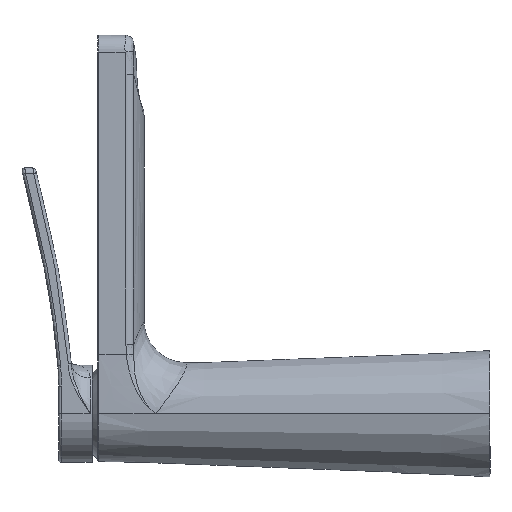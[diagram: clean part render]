
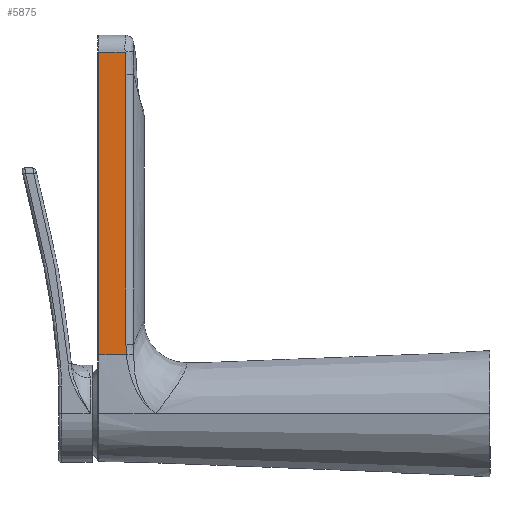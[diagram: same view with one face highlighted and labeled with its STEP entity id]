
A CAD part, left-side view. The second image highlights one B-rep face of the part: STEP entity #5875.
In plain terms, the highlighted planar face has unit normal (-1, 0, 0).
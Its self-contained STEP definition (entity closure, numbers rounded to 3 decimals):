
#173 = CARTESIAN_POINT ( 'NONE',  ( -17., 128., 129. ) ) ;
#237 = CARTESIAN_POINT ( 'NONE',  ( -17., 130.064, 127.419 ) ) ;
#269 = CARTESIAN_POINT ( 'NONE',  ( -17., 129.719, 20.969 ) ) ;
#532 = VERTEX_POINT ( 'NONE', #9996 ) ;
#552 = PLANE ( 'NONE',  #4420 ) ;
#617 = CARTESIAN_POINT ( 'NONE',  ( -17., 128., 129. ) ) ;
#696 = EDGE_CURVE ( 'NONE', #532, #9518, #10030, .T. ) ;
#813 = CARTESIAN_POINT ( 'NONE',  ( -17., 139.5, 129. ) ) ;
#895 = CARTESIAN_POINT ( 'NONE',  ( -17., 139.5, 20.969 ) ) ;
#940 = DIRECTION ( 'NONE',  ( 0., 0., -1. ) ) ;
#1161 = CARTESIAN_POINT ( 'NONE',  ( -17., 129.861, 124.806 ) ) ;
#1623 = CARTESIAN_POINT ( 'NONE',  ( -17., 129.719, 20.969 ) ) ;
#1786 = LINE ( 'NONE', #173, #9941 ) ;
#1796 = CARTESIAN_POINT ( 'NONE',  ( -17., 129.975, 125.837 ) ) ;
#2514 = CARTESIAN_POINT ( 'NONE',  ( -17., 129.861, 24.796 ) ) ;
#3047 = EDGE_CURVE ( 'NONE', #3336, #532, #8318, .T. ) ;
#3236 = ORIENTED_EDGE ( 'NONE', *, *, #5709, .T. ) ;
#3243 = EDGE_CURVE ( 'NONE', #4138, #5510, #7202, .T. ) ;
#3336 = VERTEX_POINT ( 'NONE', #2514 ) ;
#3356 = CARTESIAN_POINT ( 'NONE',  ( -17., 130.174, 129. ) ) ;
#3386 = CARTESIAN_POINT ( 'NONE',  ( -17., 136.24, 20.969 ) ) ;
#3882 = B_SPLINE_CURVE_WITH_KNOTS ( 'NONE', 3,
 ( #269, #8143, #4297, #6633 ),
 .UNSPECIFIED., .F., .F.,
 ( 4, 4 ),
 ( 0., 1. ),
 .UNSPECIFIED. ) ;
#4070 = DIRECTION ( 'NONE',  ( 0., 1., 0. ) ) ;
#4138 = VERTEX_POINT ( 'NONE', #813 ) ;
#4168 = CARTESIAN_POINT ( 'NONE',  ( -17., 129.861, 122.126 ) ) ;
#4297 = CARTESIAN_POINT ( 'NONE',  ( -17., 129.861, 23.519 ) ) ;
#4392 = EDGE_CURVE ( 'NONE', #6468, #3336, #3882, .T. ) ;
#4420 = AXIS2_PLACEMENT_3D ( 'NONE', #617, #5340, #8433 ) ;
#5248 = FACE_OUTER_BOUND ( 'NONE', #9169, .T. ) ;
#5340 = DIRECTION ( 'NONE',  ( -1., 0., 0. ) ) ;
#5510 = VERTEX_POINT ( 'NONE', #895 ) ;
#5702 = CARTESIAN_POINT ( 'NONE',  ( -17., 129.92, 124.253 ) ) ;
#5709 = EDGE_CURVE ( 'NONE', #5510, #6468, #7812, .T. ) ;
#5738 = ORIENTED_EDGE ( 'NONE', *, *, #696, .T. ) ;
#5875 = ADVANCED_FACE ( 'NONE', ( #5248 ), #552, .T. ) ;
#6468 = VERTEX_POINT ( 'NONE', #1623 ) ;
#6533 = CARTESIAN_POINT ( 'NONE',  ( -17., 139.5, 20.969 ) ) ;
#6535 = CARTESIAN_POINT ( 'NONE',  ( -17., 129.882, 123.19 ) ) ;
#6633 = CARTESIAN_POINT ( 'NONE',  ( -17., 129.861, 24.796 ) ) ;
#6663 = CARTESIAN_POINT ( 'NONE',  ( -17., 129.719, 20.969 ) ) ;
#6787 = ORIENTED_EDGE ( 'NONE', *, *, #9074, .T. ) ;
#6968 = VECTOR ( 'NONE', #9788, 1000. ) ;
#7202 = LINE ( 'NONE', #8783, #8182 ) ;
#7236 = CARTESIAN_POINT ( 'NONE',  ( -17., 132.979, 20.969 ) ) ;
#7812 = B_SPLINE_CURVE_WITH_KNOTS ( 'NONE', 3,
 ( #6533, #3386, #7236, #6663 ),
 .UNSPECIFIED., .F., .F.,
 ( 4, 4 ),
 ( 0., 1. ),
 .UNSPECIFIED. ) ;
#7851 = ORIENTED_EDGE ( 'NONE', *, *, #3243, .T. ) ;
#8143 = CARTESIAN_POINT ( 'NONE',  ( -17., 129.833, 22.24 ) ) ;
#8182 = VECTOR ( 'NONE', #940, 1000. ) ;
#8318 = LINE ( 'NONE', #1161, #6968 ) ;
#8377 = CARTESIAN_POINT ( 'NONE',  ( -17., 130.174, 129. ) ) ;
#8433 = DIRECTION ( 'NONE',  ( 0., 0., 1. ) ) ;
#8783 = CARTESIAN_POINT ( 'NONE',  ( -17., 139.5, 129. ) ) ;
#8894 = CARTESIAN_POINT ( 'NONE',  ( -17., 129.861, 121.063 ) ) ;
#9074 = EDGE_CURVE ( 'NONE', #9518, #4138, #1786, .T. ) ;
#9169 = EDGE_LOOP ( 'NONE', ( #6787, #7851, #3236, #9296, #10203, #5738 ) ) ;
#9296 = ORIENTED_EDGE ( 'NONE', *, *, #4392, .T. ) ;
#9518 = VERTEX_POINT ( 'NONE', #8377 ) ;
#9788 = DIRECTION ( 'NONE',  ( 0., 0., 1. ) ) ;
#9941 = VECTOR ( 'NONE', #4070, 1000. ) ;
#9996 = CARTESIAN_POINT ( 'NONE',  ( -17., 129.861, 121.063 ) ) ;
#10030 = B_SPLINE_CURVE_WITH_KNOTS ( 'NONE', 3,
 ( #8894, #4168, #6535, #5702, #1796, #237, #3356 ),
 .UNSPECIFIED., .F., .F.,
 ( 4, 3, 4 ),
 ( 0., 0.402, 1. ),
 .UNSPECIFIED. ) ;
#10203 = ORIENTED_EDGE ( 'NONE', *, *, #3047, .T. ) ;
